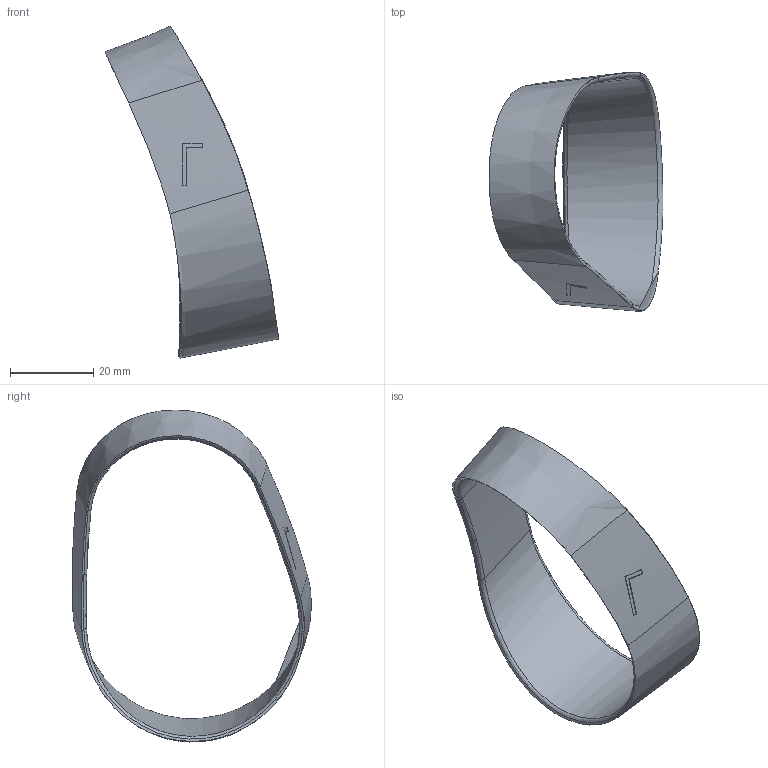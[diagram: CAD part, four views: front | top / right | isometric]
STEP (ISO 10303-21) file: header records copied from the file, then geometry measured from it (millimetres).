
FILE_DESCRIPTION (( 'STEP AP203' ), '1' );
FILE_NAME ('2015-09-22_Unteram_Handinnenteil_L.STEP', '2015-09-22T16:48:53', ( 'Anwender' ), ( '' ), 'SwSTEP 2.0', 'SolidWorks 2014', '' );
FILE_SCHEMA (( 'CONFIG_CONTROL_DESIGN' ));
Length unit declared in the file: millimetre
Products named in the file (1): 2015-09-22_Unteram_Handinnenteil_L
Bounding box: 41.8 x 57.44 x 79.76 mm (x, y, z)
Volume: 5222.8 mm3; surface area: 8846.4 mm2
Topology: 1 solids, 1 shells, 29 faces, 79 edges, 51 vertices
Faces by surface type: bspline 23, plane 6
Entity records: 9638 total; most frequent: CARTESIAN_POINT 9039, ORIENTED_EDGE 158, EDGE_CURVE 79, B_SPLINE_CURVE_WITH_KNOTS 59, VERTEX_POINT 51, DIRECTION 30, EDGE_LOOP 30, FACE_OUTER_BOUND 29
